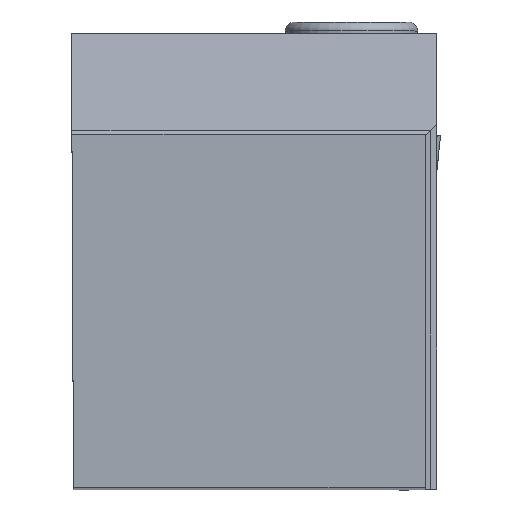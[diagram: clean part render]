
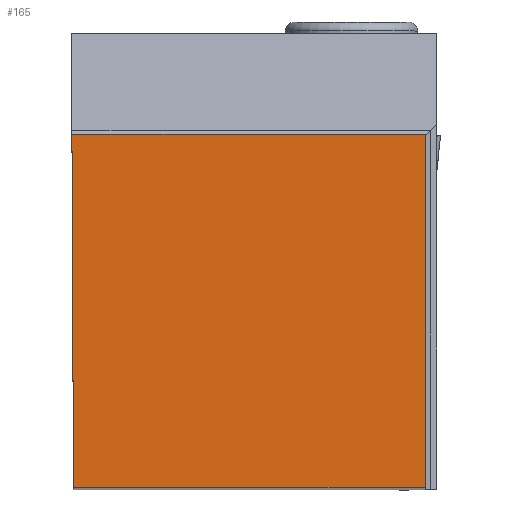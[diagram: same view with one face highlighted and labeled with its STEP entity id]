
A CAD part, top view. The second image highlights one B-rep face of the part: STEP entity #165.
In plain terms, the highlighted planar face has unit normal (0, 0, 1).
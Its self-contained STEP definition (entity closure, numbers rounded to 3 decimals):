
#165=ADVANCED_FACE('BLANK_BOXF006',(#269),#214,.F.);
#214=PLANE('',#1302);
#269=FACE_OUTER_BOUND('',#326,.T.);
#326=EDGE_LOOP('',(#832,#833,#834,#835));
#446=LINE('',#2040,#577);
#456=LINE('',#2061,#587);
#457=LINE('',#2063,#588);
#458=LINE('',#2065,#589);
#577=VECTOR('',#1533,1.);
#587=VECTOR('',#1551,1.);
#588=VECTOR('',#1552,1.);
#589=VECTOR('',#1553,1.);
#832=ORIENTED_EDGE('',*,*,#1150,.T.);
#833=ORIENTED_EDGE('',*,*,#1151,.T.);
#834=ORIENTED_EDGE('',*,*,#1152,.T.);
#835=ORIENTED_EDGE('',*,*,#1139,.T.);
#1002=VERTEX_POINT('',#2039);
#1003=VERTEX_POINT('',#2041);
#1010=VERTEX_POINT('',#2062);
#1011=VERTEX_POINT('',#2064);
#1139=EDGE_CURVE('',#1003,#1002,#446,.T.);
#1150=EDGE_CURVE('',#1002,#1010,#456,.T.);
#1151=EDGE_CURVE('',#1010,#1011,#457,.T.);
#1152=EDGE_CURVE('',#1011,#1003,#458,.T.);
#1302=AXIS2_PLACEMENT_3D('',#2066,#1554,#1555);
#1533=DIRECTION('',(1.,0.,0.));
#1551=DIRECTION('',(0.,1.,0.));
#1552=DIRECTION('',(-1.,0.,0.));
#1553=DIRECTION('',(0.004,-1.,0.));
#1554=DIRECTION('',(0.,0.,-1.));
#1555=DIRECTION('',(0.,-1.,0.));
#2039=CARTESIAN_POINT('',(31.623,0.,0.));
#2040=CARTESIAN_POINT('',(-151.4,0.,0.));
#2041=CARTESIAN_POINT('',(0.138,0.,0.));
#2061=CARTESIAN_POINT('',(31.623,-151.4,0.));
#2062=CARTESIAN_POINT('',(31.623,31.623,0.));
#2063=CARTESIAN_POINT('',(151.4,31.623,0.));
#2064=CARTESIAN_POINT('',(0.,31.623,0.));
#2065=CARTESIAN_POINT('',(-0.523,151.399,0.));
#2066=CARTESIAN_POINT('',(32.67,-5.,0.));
